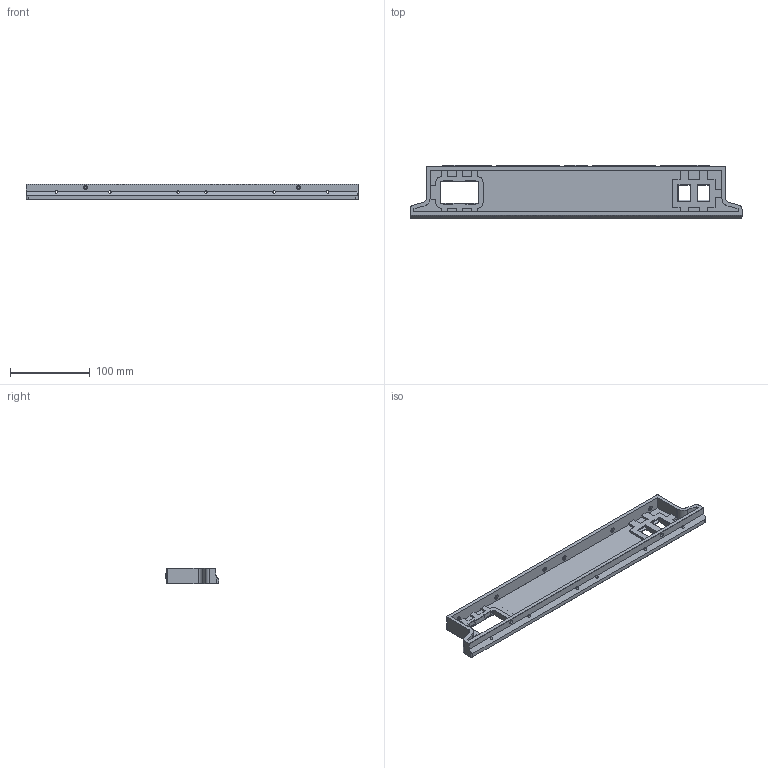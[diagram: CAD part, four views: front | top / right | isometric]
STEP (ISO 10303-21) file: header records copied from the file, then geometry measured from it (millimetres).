
FILE_DESCRIPTION(/* description */ (''),/* implementation_level */ '2;1');
FILE_NAME(/* name */ 'Rearskirt 350.step',/* time_stamp */ '2024-06-12T18:30:57+02:00',/* author */ (''),/* organization */ (''),/* preprocessor_version */ 'ST-DEVELOPER v20',/* originating_system */ 'Autodesk Translation Framework v13.14.0.145',/* authorisation */ '');
FILE_SCHEMA (('AUTOMOTIVE_DESIGN { 1 0 10303 214 3 1 1 }'));
Length unit declared in the file: millimetre
Products named in the file (1): Rearskirt 350
Bounding box: 416.2 x 67 x 20 mm (x, y, z)
Volume: 236598.8 mm3; surface area: 127296.1 mm2
Topology: 2 solids, 2 shells, 393 faces, 1087 edges, 707 vertices
Faces by surface type: plane 286, cylinder 95, cone 12
Full cylindrical faces by diameter (mm): 3.3 x2, 3.4 x10, 3.403 x2, 4.7 x2, 6 x6
Entity records: 12586 total; most frequent: CARTESIAN_POINT 2194, ORIENTED_EDGE 2180, DIRECTION 2125, EDGE_CURVE 1090, LINE 843, VECTOR 843, VERTEX_POINT 710, AXIS2_PLACEMENT_3D 641
